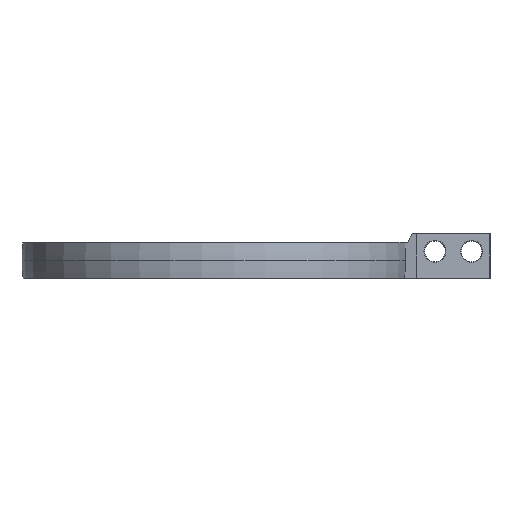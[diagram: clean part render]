
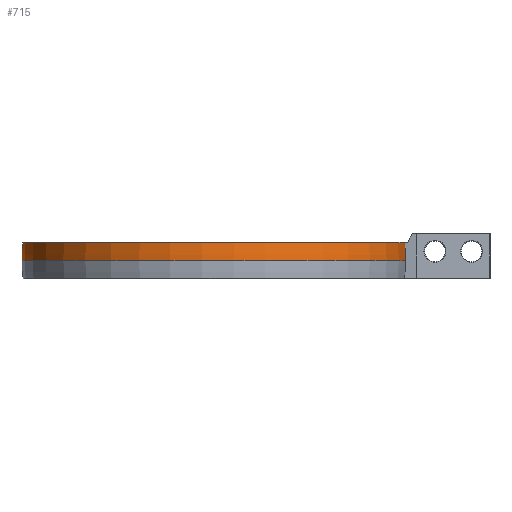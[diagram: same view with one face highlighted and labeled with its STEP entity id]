
A CAD part, front view. The second image highlights one B-rep face of the part: STEP entity #715.
In plain terms, the highlighted face is a revolution surface.
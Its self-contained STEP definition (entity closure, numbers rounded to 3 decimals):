
#32 = PLANE('',#33);
#33 = AXIS2_PLACEMENT_3D('',#34,#35,#36);
#34 = CARTESIAN_POINT('',(63.909,-8.715,0.));
#35 = DIRECTION('',(0.135,0.991,0.));
#36 = DIRECTION('',(0.991,-0.135,0.));
#57 = VERTEX_POINT('',#58);
#58 = CARTESIAN_POINT('',(65.023,-8.867,6.25));
#82 = SURFACE_OF_REVOLUTION('',#83,#88);
#83 = CIRCLE('',#84,64.307);
#84 = AXIS2_PLACEMENT_3D('',#85,#86,#87);
#85 = CARTESIAN_POINT('',(-1.322,0.,
    6.933));
#86 = DIRECTION('',(0.,-1.,0.));
#87 = DIRECTION('',(1.,0.,0.));
#88 = AXIS1_PLACEMENT('',#89,#90);
#89 = CARTESIAN_POINT('',(0.,0.,0.));
#90 = DIRECTION('',(0.,0.,1.));
#103 = EDGE_CURVE('',#104,#57,#106,.T.);
#104 = VERTEX_POINT('',#105);
#105 = CARTESIAN_POINT('',(64.729,-8.827,12.252
    ));
#106 = SURFACE_CURVE('',#107,(#116,#128),.PCURVE_S1.);
#107 = B_SPLINE_CURVE_WITH_KNOTS('',4,(#108,#109,#110,#111,#112,#113,
    #114,#115),.UNSPECIFIED.,.F.,.F.,(5,3,5),(0.,0.5,1.),.UNSPECIFIED.);
#108 = CARTESIAN_POINT('',(64.729,-8.827,12.252
    ));
#109 = CARTESIAN_POINT('',(64.801,-8.836,
    11.504));
#110 = CARTESIAN_POINT('',(64.861,-8.845,
    10.755));
#111 = CARTESIAN_POINT('',(64.909,-8.851,
    10.005));
#112 = CARTESIAN_POINT('',(64.982,-8.861,
    8.504));
#113 = CARTESIAN_POINT('',(65.008,-8.865,
    7.753));
#114 = CARTESIAN_POINT('',(65.021,-8.867,
    7.001));
#115 = CARTESIAN_POINT('',(65.023,-8.867,6.25));
#116 = PCURVE('',#32,#117);
#117 = DEFINITIONAL_REPRESENTATION('',(#118),#127);
#118 = B_SPLINE_CURVE_WITH_KNOTS('',4,(#119,#120,#121,#122,#123,#124,
    #125,#126),.UNSPECIFIED.,.F.,.F.,(5,3,5),(0.,0.5,1.),.UNSPECIFIED.);
#119 = CARTESIAN_POINT('',(0.828,-12.252));
#120 = CARTESIAN_POINT('',(0.9,-11.504));
#121 = CARTESIAN_POINT('',(0.961,-10.755));
#122 = CARTESIAN_POINT('',(1.01,-10.005));
#123 = CARTESIAN_POINT('',(1.084,-8.504));
#124 = CARTESIAN_POINT('',(1.109,-7.753));
#125 = CARTESIAN_POINT('',(1.123,-7.001));
#126 = CARTESIAN_POINT('',(1.125,-6.25));
#127 = ( GEOMETRIC_REPRESENTATION_CONTEXT(2) 
PARAMETRIC_REPRESENTATION_CONTEXT() REPRESENTATION_CONTEXT('2D SPACE',''
  ) );
#128 = PCURVE('',#129,#138);
#129 = SURFACE_OF_REVOLUTION('',#130,#135);
#130 = CIRCLE('',#131,64.307);
#131 = AXIS2_PLACEMENT_3D('',#132,#133,#134);
#132 = CARTESIAN_POINT('',(-1.318,0.,
    6.079));
#133 = DIRECTION('',(0.,-1.,0.));
#134 = DIRECTION('',(1.,0.,0.));
#135 = AXIS1_PLACEMENT('',#136,#137);
#136 = CARTESIAN_POINT('',(0.,0.,0.));
#137 = DIRECTION('',(0.,0.,1.));
#138 = DEFINITIONAL_REPRESENTATION('',(#139),#148);
#139 = B_SPLINE_CURVE_WITH_KNOTS('',4,(#140,#141,#142,#143,#144,#145,
    #146,#147),.UNSPECIFIED.,.F.,.F.,(5,3,5),(0.,0.5,1.),.UNSPECIFIED.);
#140 = CARTESIAN_POINT('',(3.006,3.045));
#141 = CARTESIAN_POINT('',(3.006,3.057));
#142 = CARTESIAN_POINT('',(3.006,3.069));
#143 = CARTESIAN_POINT('',(3.006,3.081));
#144 = CARTESIAN_POINT('',(3.006,3.104));
#145 = CARTESIAN_POINT('',(3.006,3.116));
#146 = CARTESIAN_POINT('',(3.006,3.127));
#147 = CARTESIAN_POINT('',(3.006,3.139));
#148 = ( GEOMETRIC_REPRESENTATION_CONTEXT(2) 
PARAMETRIC_REPRESENTATION_CONTEXT() REPRESENTATION_CONTEXT('2D SPACE',''
  ) );
#166 = CONICAL_SURFACE('',#167,65.328,0.873);
#167 = AXIS2_PLACEMENT_3D('',#168,#169,#170);
#168 = CARTESIAN_POINT('',(0.,0.,12.252));
#169 = DIRECTION('',(0.,0.,-1.));
#170 = DIRECTION('',(-1.,0.,0.));
#517 = VERTEX_POINT('',#518);
#518 = CARTESIAN_POINT('',(-65.625,0.,6.25));
#549 = EDGE_CURVE('',#517,#57,#550,.T.);
#550 = SURFACE_CURVE('',#551,(#556,#563),.PCURVE_S1.);
#551 = CIRCLE('',#552,65.625);
#552 = AXIS2_PLACEMENT_3D('',#553,#554,#555);
#553 = CARTESIAN_POINT('',(0.,0.,6.25));
#554 = DIRECTION('',(0.,0.,1.));
#555 = DIRECTION('',(-1.,0.,0.));
#556 = PCURVE('',#82,#557);
#557 = DEFINITIONAL_REPRESENTATION('',(#558),#562);
#558 = LINE('',#559,#560);
#559 = CARTESIAN_POINT('',(0.,3.152));
#560 = VECTOR('',#561,1.);
#561 = DIRECTION('',(1.,0.));
#562 = ( GEOMETRIC_REPRESENTATION_CONTEXT(2) 
PARAMETRIC_REPRESENTATION_CONTEXT() REPRESENTATION_CONTEXT('2D SPACE',''
  ) );
#563 = PCURVE('',#129,#564);
#564 = DEFINITIONAL_REPRESENTATION('',(#565),#569);
#565 = LINE('',#566,#567);
#566 = CARTESIAN_POINT('',(0.,3.139));
#567 = VECTOR('',#568,1.);
#568 = DIRECTION('',(1.,0.));
#569 = ( GEOMETRIC_REPRESENTATION_CONTEXT(2) 
PARAMETRIC_REPRESENTATION_CONTEXT() REPRESENTATION_CONTEXT('2D SPACE',''
  ) );
#715 = ADVANCED_FACE('',(#716),#129,.F.);
#716 = FACE_BOUND('',#717,.F.);
#717 = EDGE_LOOP('',(#718,#751,#773,#774));
#718 = ORIENTED_EDGE('',*,*,#719,.F.);
#719 = EDGE_CURVE('',#720,#517,#722,.T.);
#720 = VERTEX_POINT('',#721);
#721 = CARTESIAN_POINT('',(-65.328,0.,
    12.252));
#722 = SURFACE_CURVE('',#723,(#728,#735),.PCURVE_S1.);
#723 = CIRCLE('',#724,64.307);
#724 = AXIS2_PLACEMENT_3D('',#725,#726,#727);
#725 = CARTESIAN_POINT('',(-1.318,0.,
    6.079));
#726 = DIRECTION('',(0.,-1.,0.));
#727 = DIRECTION('',(1.,0.,0.));
#728 = PCURVE('',#129,#729);
#729 = DEFINITIONAL_REPRESENTATION('',(#730),#734);
#730 = LINE('',#731,#732);
#731 = CARTESIAN_POINT('',(0.,0.));
#732 = VECTOR('',#733,1.);
#733 = DIRECTION('',(0.,1.));
#734 = ( GEOMETRIC_REPRESENTATION_CONTEXT(2) 
PARAMETRIC_REPRESENTATION_CONTEXT() REPRESENTATION_CONTEXT('2D SPACE',''
  ) );
#735 = PCURVE('',#736,#745);
#736 = SURFACE_OF_REVOLUTION('',#737,#742);
#737 = CIRCLE('',#738,64.307);
#738 = AXIS2_PLACEMENT_3D('',#739,#740,#741);
#739 = CARTESIAN_POINT('',(-1.318,0.,
    6.079));
#740 = DIRECTION('',(0.,-1.,0.));
#741 = DIRECTION('',(1.,0.,0.));
#742 = AXIS1_PLACEMENT('',#743,#744);
#743 = CARTESIAN_POINT('',(0.,0.,0.));
#744 = DIRECTION('',(0.,0.,1.));
#745 = DEFINITIONAL_REPRESENTATION('',(#746),#750);
#746 = LINE('',#747,#748);
#747 = CARTESIAN_POINT('',(6.283,0.));
#748 = VECTOR('',#749,1.);
#749 = DIRECTION('',(0.,1.));
#750 = ( GEOMETRIC_REPRESENTATION_CONTEXT(2) 
PARAMETRIC_REPRESENTATION_CONTEXT() REPRESENTATION_CONTEXT('2D SPACE',''
  ) );
#751 = ORIENTED_EDGE('',*,*,#752,.T.);
#752 = EDGE_CURVE('',#720,#104,#753,.T.);
#753 = SURFACE_CURVE('',#754,(#759,#766),.PCURVE_S1.);
#754 = CIRCLE('',#755,65.328);
#755 = AXIS2_PLACEMENT_3D('',#756,#757,#758);
#756 = CARTESIAN_POINT('',(0.,0.,12.252));
#757 = DIRECTION('',(0.,0.,1.));
#758 = DIRECTION('',(-1.,0.,0.));
#759 = PCURVE('',#129,#760);
#760 = DEFINITIONAL_REPRESENTATION('',(#761),#765);
#761 = LINE('',#762,#763);
#762 = CARTESIAN_POINT('',(0.,3.045));
#763 = VECTOR('',#764,1.);
#764 = DIRECTION('',(1.,0.));
#765 = ( GEOMETRIC_REPRESENTATION_CONTEXT(2) 
PARAMETRIC_REPRESENTATION_CONTEXT() REPRESENTATION_CONTEXT('2D SPACE',''
  ) );
#766 = PCURVE('',#166,#767);
#767 = DEFINITIONAL_REPRESENTATION('',(#768),#772);
#768 = LINE('',#769,#770);
#769 = CARTESIAN_POINT('',(-0.,0.));
#770 = VECTOR('',#771,1.);
#771 = DIRECTION('',(-1.,-0.));
#772 = ( GEOMETRIC_REPRESENTATION_CONTEXT(2) 
PARAMETRIC_REPRESENTATION_CONTEXT() REPRESENTATION_CONTEXT('2D SPACE',''
  ) );
#773 = ORIENTED_EDGE('',*,*,#103,.T.);
#774 = ORIENTED_EDGE('',*,*,#549,.F.);
